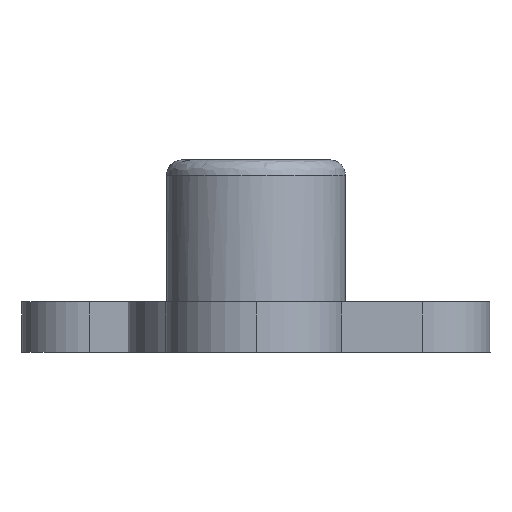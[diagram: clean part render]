
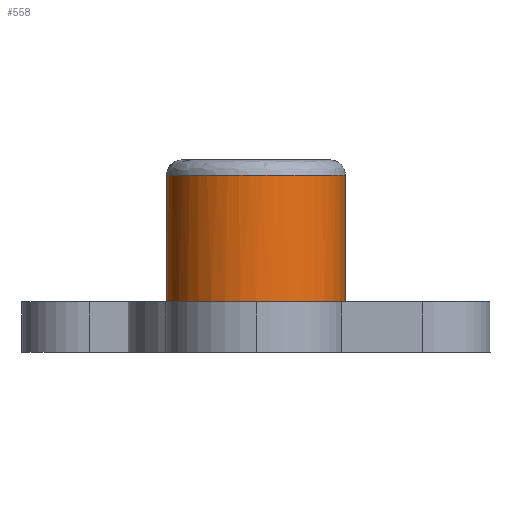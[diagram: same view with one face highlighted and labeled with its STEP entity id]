
A CAD part, left-side view. The second image highlights one B-rep face of the part: STEP entity #558.
In plain terms, the highlighted cylindrical face has radius 2.319 mm (diameter 4.637 mm), a partial arc.
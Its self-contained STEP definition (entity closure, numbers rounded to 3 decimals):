
#16 = CARTESIAN_POINT ( 'NONE',  ( 55.071, -28.872, 1.3 ) ) ;
#22 = CARTESIAN_POINT ( 'NONE',  ( 53.646, -30.726, 4.584 ) ) ;
#31 = CARTESIAN_POINT ( 'NONE',  ( 55.071, -26.554, 4.584 ) ) ;
#46 = CARTESIAN_POINT ( 'NONE',  ( 55.071, -31.191, 4.584 ) ) ;
#64 = VERTEX_POINT ( 'NONE', #1587 ) ;
#93 = VERTEX_POINT ( 'NONE', #815 ) ;
#171 = DIRECTION ( 'NONE',  ( 0., 1., 0. ) ) ;
#173 = CARTESIAN_POINT ( 'NONE',  ( 55.071, -31.191, 4.584 ) ) ;
#179 = CARTESIAN_POINT ( 'NONE',  ( 53.045, -30.04, 4.584 ) ) ;
#195 = VERTEX_POINT ( 'NONE', #1345 ) ;
#264 = AXIS2_PLACEMENT_3D ( 'NONE', #16, #1093, #171 ) ;
#328 = CARTESIAN_POINT ( 'NONE',  ( 52.752, -29.176, 4.584 ) ) ;
#360 = CARTESIAN_POINT ( 'NONE',  ( 55.071, -28.872, 4.192 ) ) ;
#415 = EDGE_CURVE ( 'NONE', #195, #64, #1048, .T. ) ;
#484 = CARTESIAN_POINT ( 'NONE',  ( 52.813, -28.265, 4.584 ) ) ;
#497 = DIRECTION ( 'NONE',  ( 0., 0., 1. ) ) ;
#503 = DIRECTION ( 'NONE',  ( 0., 0., -1. ) ) ;
#550 = CARTESIAN_POINT ( 'NONE',  ( 55.071, -26.553, 4.192 ) ) ;
#558 = ADVANCED_FACE ( 'NONE', ( #846 ), #1950, .T. ) ;
#576 = B_SPLINE_CURVE_WITH_KNOTS ( 'NONE', 3,
 ( #173, #629, #1874, #945, #22, #1101, #179, #1257, #328, #1417, #484, #1568, #636, #1726, #790, #1884, #953, #31 ),
 .UNSPECIFIED., .F., .F.,
 ( 4, 2, 2, 2, 2, 2, 2, 2, 4 ),
 ( 0., 0.125, 0.25, 0.375, 0.5, 0.625, 0.75, 0.875, 1. ),
 .UNSPECIFIED. ) ;
#629 = CARTESIAN_POINT ( 'NONE',  ( 54.768, -31.191, 4.584 ) ) ;
#636 = CARTESIAN_POINT ( 'NONE',  ( 53.217, -27.447, 4.584 ) ) ;
#645 = LINE ( 'NONE', #550, #1054 ) ;
#763 = VECTOR ( 'NONE', #497, 1000. ) ;
#790 = CARTESIAN_POINT ( 'NONE',  ( 53.903, -26.846, 4.584 ) ) ;
#815 = CARTESIAN_POINT ( 'NONE',  ( 55.071, -26.554, 4.584 ) ) ;
#846 = FACE_OUTER_BOUND ( 'NONE', #1263, .T. ) ;
#863 = EDGE_CURVE ( 'NONE', #1316, #93, #576, .T. ) ;
#945 = CARTESIAN_POINT ( 'NONE',  ( 53.903, -30.898, 4.584 ) ) ;
#953 = CARTESIAN_POINT ( 'NONE',  ( 54.768, -26.553, 4.584 ) ) ;
#1048 = CIRCLE ( 'NONE', #264, 2.319 ) ;
#1054 = VECTOR ( 'NONE', #1795, 1000. ) ;
#1093 = DIRECTION ( 'NONE',  ( 0., 0., 1. ) ) ;
#1101 = CARTESIAN_POINT ( 'NONE',  ( 53.217, -30.297, 4.584 ) ) ;
#1137 = ORIENTED_EDGE ( 'NONE', *, *, #1252, .T. ) ;
#1175 = ORIENTED_EDGE ( 'NONE', *, *, #1606, .T. ) ;
#1228 = LINE ( 'NONE', #1268, #763 ) ;
#1252 = EDGE_CURVE ( 'NONE', #64, #1316, #1228, .T. ) ;
#1257 = CARTESIAN_POINT ( 'NONE',  ( 52.813, -29.479, 4.584 ) ) ;
#1263 = EDGE_LOOP ( 'NONE', ( #1992, #1137, #1932, #1175 ) ) ;
#1268 = CARTESIAN_POINT ( 'NONE',  ( 55.071, -31.191, 4.192 ) ) ;
#1314 = AXIS2_PLACEMENT_3D ( 'NONE', #360, #503, #1444 ) ;
#1316 = VERTEX_POINT ( 'NONE', #46 ) ;
#1345 = CARTESIAN_POINT ( 'NONE',  ( 55.071, -26.553, 1.3 ) ) ;
#1417 = CARTESIAN_POINT ( 'NONE',  ( 52.752, -28.569, 4.584 ) ) ;
#1444 = DIRECTION ( 'NONE',  ( 0., 1., 0. ) ) ;
#1568 = CARTESIAN_POINT ( 'NONE',  ( 53.045, -27.704, 4.584 ) ) ;
#1587 = CARTESIAN_POINT ( 'NONE',  ( 55.071, -31.191, 1.3 ) ) ;
#1606 = EDGE_CURVE ( 'NONE', #93, #195, #645, .T. ) ;
#1726 = CARTESIAN_POINT ( 'NONE',  ( 53.646, -27.018, 4.584 ) ) ;
#1795 = DIRECTION ( 'NONE',  ( 0., 0., -1. ) ) ;
#1874 = CARTESIAN_POINT ( 'NONE',  ( 54.464, -31.13, 4.584 ) ) ;
#1884 = CARTESIAN_POINT ( 'NONE',  ( 54.464, -26.614, 4.584 ) ) ;
#1932 = ORIENTED_EDGE ( 'NONE', *, *, #863, .T. ) ;
#1950 = CYLINDRICAL_SURFACE ( 'NONE', #1314, 2.319 ) ;
#1992 = ORIENTED_EDGE ( 'NONE', *, *, #415, .T. ) ;
